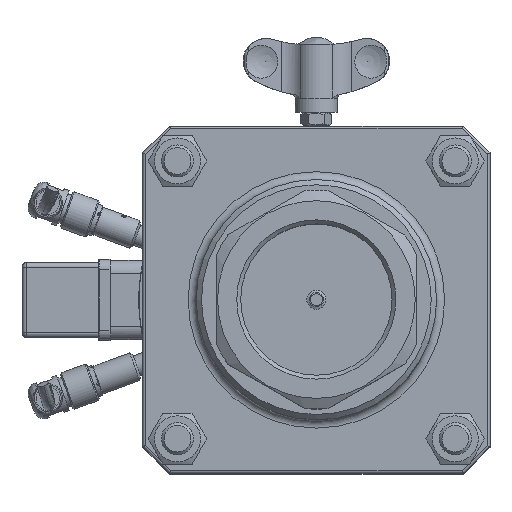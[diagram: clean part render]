
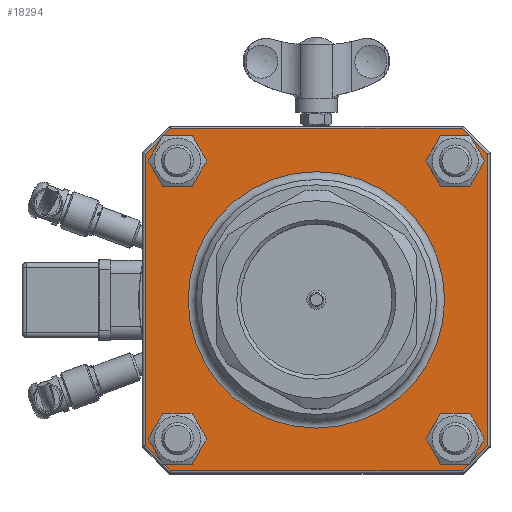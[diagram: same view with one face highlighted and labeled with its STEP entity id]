
A CAD part, top view. The second image highlights one B-rep face of the part: STEP entity #18294.
In plain terms, the highlighted planar face has unit normal (0, 0, 1).
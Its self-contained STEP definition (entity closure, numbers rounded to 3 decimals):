
#1433=LINE('',#30678,#2772);
#1434=LINE('',#30683,#2773);
#1435=LINE('',#30687,#2774);
#1437=LINE('',#30693,#2776);
#1439=LINE('',#30699,#2778);
#1442=LINE('',#30706,#2781);
#1443=LINE('',#30710,#2782);
#1444=LINE('',#30713,#2783);
#2772=VECTOR('',#22983,10.);
#2773=VECTOR('',#22990,10.);
#2774=VECTOR('',#22995,10.);
#2776=VECTOR('',#23001,10.);
#2778=VECTOR('',#23007,10.);
#2781=VECTOR('',#23014,10.);
#2782=VECTOR('',#23019,10.);
#2783=VECTOR('',#23024,10.);
#4288=FACE_BOUND('',#7106,.T.);
#4289=FACE_BOUND('',#7107,.T.);
#4290=FACE_BOUND('',#7108,.T.);
#4291=FACE_BOUND('',#7109,.T.);
#4292=FACE_BOUND('',#7110,.T.);
#4591=CIRCLE('',#19268,8.6);
#4615=CIRCLE('',#19323,8.6);
#4639=CIRCLE('',#19378,8.6);
#4663=CIRCLE('',#19433,8.6);
#4753=CIRCLE('',#19692,48.);
#5197=PLANE('',#19691);
#6026=FACE_OUTER_BOUND('',#7105,.T.);
#7105=EDGE_LOOP('',(#15734,#15735,#15736,#15737,#15738,#15739,#15740,#15741));
#7106=EDGE_LOOP('',(#15742));
#7107=EDGE_LOOP('',(#15743));
#7108=EDGE_LOOP('',(#15744));
#7109=EDGE_LOOP('',(#15745));
#7110=EDGE_LOOP('',(#15746));
#8800=VERTEX_POINT('',#29205);
#8847=VERTEX_POINT('',#29380);
#8894=VERTEX_POINT('',#29555);
#8941=VERTEX_POINT('',#29730);
#9144=VERTEX_POINT('',#30676);
#9145=VERTEX_POINT('',#30677);
#9146=VERTEX_POINT('',#30682);
#9147=VERTEX_POINT('',#30686);
#9149=VERTEX_POINT('',#30692);
#9151=VERTEX_POINT('',#30698);
#9153=VERTEX_POINT('',#30705);
#9154=VERTEX_POINT('',#30709);
#9155=VERTEX_POINT('',#30717);
#10886=EDGE_CURVE('',#8800,#8800,#4591,.T.);
#10959=EDGE_CURVE('',#8847,#8847,#4615,.T.);
#11032=EDGE_CURVE('',#8894,#8894,#4639,.T.);
#11105=EDGE_CURVE('',#8941,#8941,#4663,.T.);
#11438=EDGE_CURVE('',#9144,#9145,#1433,.T.);
#11441=EDGE_CURVE('',#9145,#9146,#1434,.T.);
#11443=EDGE_CURVE('',#9146,#9147,#1435,.T.);
#11446=EDGE_CURVE('',#9147,#9149,#1437,.T.);
#11449=EDGE_CURVE('',#9149,#9151,#1439,.T.);
#11453=EDGE_CURVE('',#9151,#9153,#1442,.T.);
#11455=EDGE_CURVE('',#9153,#9154,#1443,.T.);
#11457=EDGE_CURVE('',#9154,#9144,#1444,.T.);
#11459=EDGE_CURVE('',#9155,#9155,#4753,.T.);
#15734=ORIENTED_EDGE('',*,*,#11438,.F.);
#15735=ORIENTED_EDGE('',*,*,#11457,.F.);
#15736=ORIENTED_EDGE('',*,*,#11455,.F.);
#15737=ORIENTED_EDGE('',*,*,#11453,.F.);
#15738=ORIENTED_EDGE('',*,*,#11449,.F.);
#15739=ORIENTED_EDGE('',*,*,#11446,.F.);
#15740=ORIENTED_EDGE('',*,*,#11443,.F.);
#15741=ORIENTED_EDGE('',*,*,#11441,.F.);
#15742=ORIENTED_EDGE('',*,*,#10886,.T.);
#15743=ORIENTED_EDGE('',*,*,#10959,.T.);
#15744=ORIENTED_EDGE('',*,*,#11032,.T.);
#15745=ORIENTED_EDGE('',*,*,#11105,.T.);
#15746=ORIENTED_EDGE('',*,*,#11459,.F.);
#18294=ADVANCED_FACE('',(#6026,#4288,#4289,#4290,#4291,#4292),#5197,.T.);
#19268=AXIS2_PLACEMENT_3D('',#29207,#21875,#21876);
#19323=AXIS2_PLACEMENT_3D('',#29382,#22022,#22023);
#19378=AXIS2_PLACEMENT_3D('',#29557,#22169,#22170);
#19433=AXIS2_PLACEMENT_3D('',#29732,#22316,#22317);
#19691=AXIS2_PLACEMENT_3D('',#30716,#23028,#23029);
#19692=AXIS2_PLACEMENT_3D('',#30718,#23030,#23031);
#21875=DIRECTION('center_axis',(0.,0.,-1.));
#21876=DIRECTION('ref_axis',(1.,0.,0.));
#22022=DIRECTION('center_axis',(0.,0.,-1.));
#22023=DIRECTION('ref_axis',(1.,0.,0.));
#22169=DIRECTION('center_axis',(0.,0.,-1.));
#22170=DIRECTION('ref_axis',(1.,0.,0.));
#22316=DIRECTION('center_axis',(0.,0.,-1.));
#22317=DIRECTION('ref_axis',(1.,0.,0.));
#22983=DIRECTION('',(-1.,0.,0.));
#22990=DIRECTION('',(-0.707,0.707,0.));
#22995=DIRECTION('',(0.,1.,0.));
#23001=DIRECTION('',(0.707,0.707,0.));
#23007=DIRECTION('',(1.,0.,0.));
#23014=DIRECTION('',(0.707,-0.707,0.));
#23019=DIRECTION('',(0.,-1.,0.));
#23024=DIRECTION('',(-0.707,-0.707,0.));
#23028=DIRECTION('center_axis',(0.,0.,1.));
#23029=DIRECTION('ref_axis',(1.,0.,0.));
#23030=DIRECTION('center_axis',(0.,0.,1.));
#23031=DIRECTION('ref_axis',(0.,1.,0.));
#29205=CARTESIAN_POINT('',(43.4,-52.,15.5));
#29207=CARTESIAN_POINT('Origin',(52.,-52.,15.5));
#29380=CARTESIAN_POINT('',(-60.6,-52.,15.5));
#29382=CARTESIAN_POINT('Origin',(-52.,-52.,15.5));
#29555=CARTESIAN_POINT('',(43.4,52.,15.5));
#29557=CARTESIAN_POINT('Origin',(52.,52.,15.5));
#29730=CARTESIAN_POINT('',(-60.6,52.,15.5));
#29732=CARTESIAN_POINT('Origin',(-52.,52.,15.5));
#30676=CARTESIAN_POINT('',(54.586,-64.,15.5));
#30677=CARTESIAN_POINT('',(-54.586,-64.,15.5));
#30678=CARTESIAN_POINT('',(-32.5,-64.,15.5));
#30682=CARTESIAN_POINT('',(-64.,-54.586,15.5));
#30683=CARTESIAN_POINT('',(-59.293,-59.293,15.5));
#30686=CARTESIAN_POINT('',(-64.,54.586,15.5));
#30687=CARTESIAN_POINT('',(-64.,32.5,15.5));
#30692=CARTESIAN_POINT('',(-54.586,64.,15.5));
#30693=CARTESIAN_POINT('',(-59.293,59.293,15.5));
#30698=CARTESIAN_POINT('',(54.586,64.,15.5));
#30699=CARTESIAN_POINT('',(32.5,64.,15.5));
#30705=CARTESIAN_POINT('',(64.,54.586,15.5));
#30706=CARTESIAN_POINT('',(59.293,59.293,15.5));
#30709=CARTESIAN_POINT('',(64.,-54.586,15.5));
#30710=CARTESIAN_POINT('',(64.,-32.5,15.5));
#30713=CARTESIAN_POINT('',(59.293,-59.293,15.5));
#30716=CARTESIAN_POINT('Origin',(0.,0.,15.5));
#30717=CARTESIAN_POINT('',(48.,0.,15.5));
#30718=CARTESIAN_POINT('Origin',(0.,0.,15.5));
